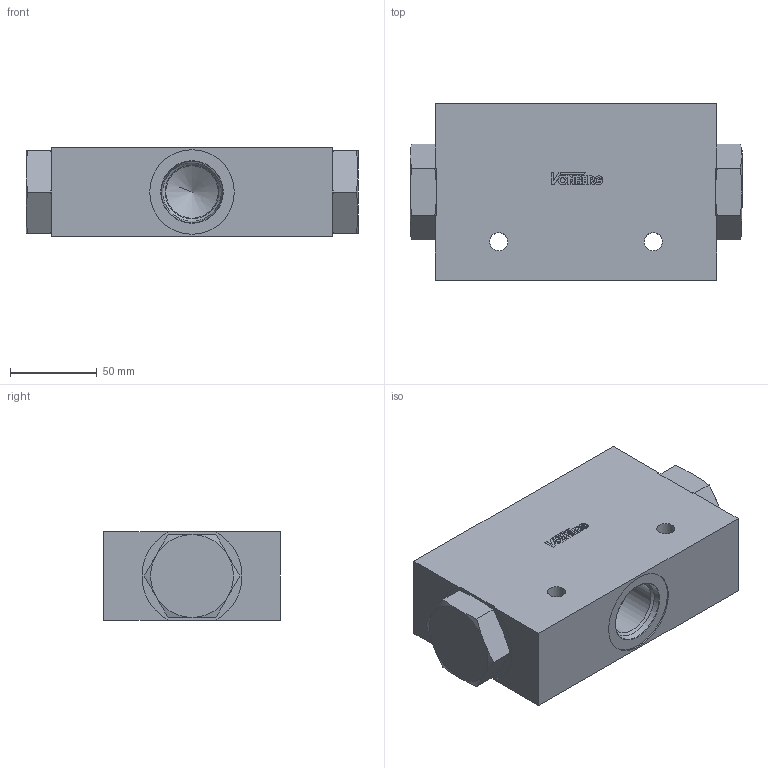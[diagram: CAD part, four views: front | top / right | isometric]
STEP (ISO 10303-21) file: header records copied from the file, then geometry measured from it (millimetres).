
FILE_DESCRIPTION((''),'2;1');
FILE_NAME('27100-216.stp','2015-02-06T09:56:31',('jml'),(''),'Autodesk Inventor 2010','Autodesk Inventor 2010','');
FILE_SCHEMA(('AUTOMOTIVE_DESIGN { 1 0 10303 214 1 1 1 1 }'));
Length unit declared in the file: inch
Products named in the file (4): 27100-216 (LevelofDetail1); 27100; 220323; 920 O-RING
Assembly tree (5 placements, depth 2):
  27100-216 (LevelofDetail1)
    27100
    220323  x2
    920 O-RING  x2
Bounding box: 190.88 x 101.6 x 50.8 mm (x, y, z)
Volume: 671445.9 mm3; surface area: 107916.9 mm2
Topology: 7 solids, 7 shells, 212 faces, 489 edges, 313 vertices
Faces by surface type: plane 119, cone 40, cylinder 28, bspline 18, torus 7
Full cylindrical faces by diameter (mm): 2.784 x1, 38.329 x2, 39.065 x2, 41.275 x4, 48.514 x1
Entity records: 5364 total; most frequent: CARTESIAN_POINT 1230, DIRECTION 803, ORIENTED_EDGE 744, EDGE_CURVE 372, AXIS2_PLACEMENT_3D 283, VERTEX_POINT 264, EDGE_LOOP 256, VECTOR 237
